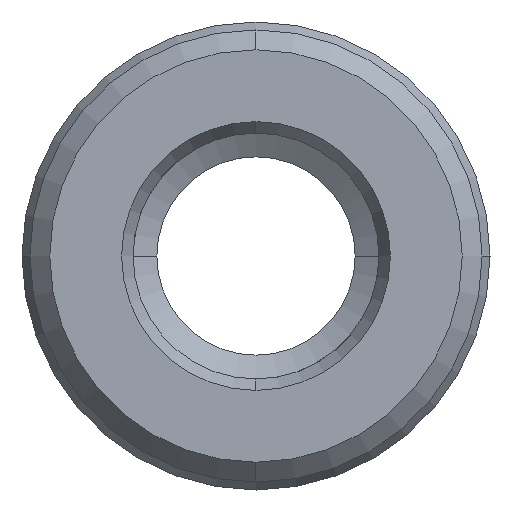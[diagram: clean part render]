
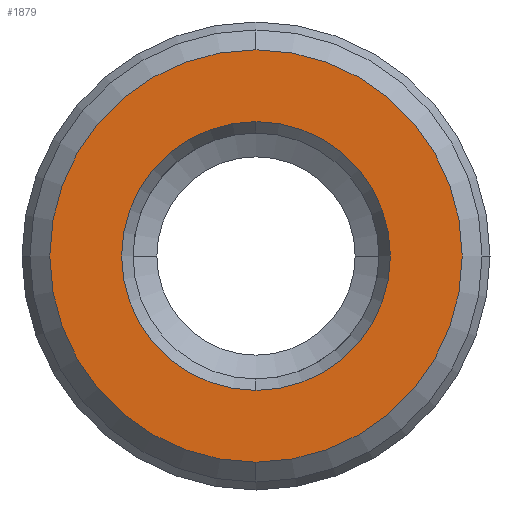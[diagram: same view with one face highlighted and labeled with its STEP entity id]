
A CAD part, left-side view. The second image highlights one B-rep face of the part: STEP entity #1879.
In plain terms, the highlighted planar face has unit normal (-1, 0, 0).
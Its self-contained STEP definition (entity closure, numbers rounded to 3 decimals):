
#503=CARTESIAN_POINT('',(-16.5,0.,0.));
#504=DIRECTION('',(-1.,0.,0.));
#505=DIRECTION('',(0.,0.,-1.));
#506=AXIS2_PLACEMENT_3D('',#503,#504,#505);
#516=CARTESIAN_POINT('',(-16.5,0.,0.));
#517=DIRECTION('',(1.,0.,0.));
#518=DIRECTION('',(0.,0.,-1.));
#519=AXIS2_PLACEMENT_3D('',#516,#517,#518);
#521=CARTESIAN_POINT('',(-16.5,0.,0.));
#522=DIRECTION('',(1.,0.,0.));
#523=DIRECTION('',(0.,0.,-1.));
#524=AXIS2_PLACEMENT_3D('',#521,#522,#523);
#526=CARTESIAN_POINT('',(-16.5,0.,0.));
#527=DIRECTION('',(-1.,0.,0.));
#528=DIRECTION('',(0.,0.,-1.));
#529=AXIS2_PLACEMENT_3D('',#526,#527,#528);
#987=CARTESIAN_POINT('',(-16.5,0.,-3.389));
#989=VERTEX_POINT('',#987);
#990=CARTESIAN_POINT('',(-16.5,0.,-5.2));
#992=VERTEX_POINT('',#990);
#997=CARTESIAN_POINT('',(-16.5,0.,3.389));
#999=VERTEX_POINT('',#997);
#1000=CARTESIAN_POINT('',(-16.5,0.,5.2));
#1002=VERTEX_POINT('',#1000);
#1864=CARTESIAN_POINT('',(-16.5,0.,0.));
#1865=DIRECTION('',(-1.,0.,0.));
#1866=DIRECTION('',(0.,0.,1.));
#1867=AXIS2_PLACEMENT_3D('',#1864,#1865,#1866);
#1868=PLANE('',#1867);
#1869=ORIENTED_EDGE('',*,*,#1843,.F.);
#1870=ORIENTED_EDGE('',*,*,#1859,.T.);
#1871=EDGE_LOOP('',(#1869,#1870));
#1872=FACE_OUTER_BOUND('',#1871,.F.);
#1874=ORIENTED_EDGE('',*,*,#1873,.F.);
#1876=ORIENTED_EDGE('',*,*,#1875,.T.);
#1877=EDGE_LOOP('',(#1874,#1876));
#1878=FACE_BOUND('',#1877,.F.);
#1879=ADVANCED_FACE('',(#1872,#1878),#1868,.T.);
#507=CIRCLE('',#506,5.2);
#520=CIRCLE('',#519,5.2);
#525=CIRCLE('',#524,3.389);
#530=CIRCLE('',#529,3.389);
#1843=EDGE_CURVE('',#992,#1002,#507,.T.);
#1859=EDGE_CURVE('',#992,#1002,#520,.T.);
#1873=EDGE_CURVE('',#989,#999,#525,.T.);
#1875=EDGE_CURVE('',#989,#999,#530,.T.);
